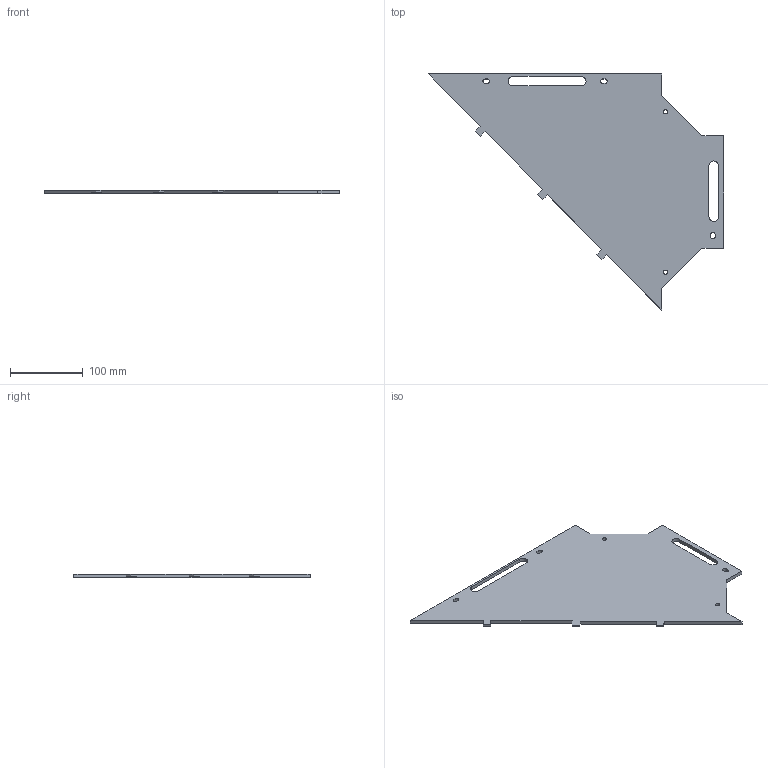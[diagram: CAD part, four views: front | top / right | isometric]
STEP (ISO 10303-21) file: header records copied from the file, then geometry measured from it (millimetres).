
FILE_DESCRIPTION (( 'STEP AP203' ), '1' );
FILE_NAME ('B_P_1.STEP', '2025-12-04T11:48:18', ( '' ), ( '' ), 'SwSTEP 2.0', 'SolidWorks 2022', '' );
FILE_SCHEMA (( 'CONFIG_CONTROL_DESIGN' ));
Length unit declared in the file: millimetre
Products named in the file (1): B_P_1
Bounding box: 404.75 x 323.5 x 5 mm (x, y, z)
Volume: 326926.1 mm3; surface area: 139821.8 mm2
Topology: 1 solids, 1 shells, 50 faces, 144 edges, 96 vertices
Faces by surface type: plane 33, cylinder 17
Entity records: 1747 total; most frequent: CARTESIAN_POINT 291, ORIENTED_EDGE 288, DIRECTION 280, EDGE_CURVE 144, LINE 110, VECTOR 110, VERTEX_POINT 96, AXIS2_PLACEMENT_3D 85
